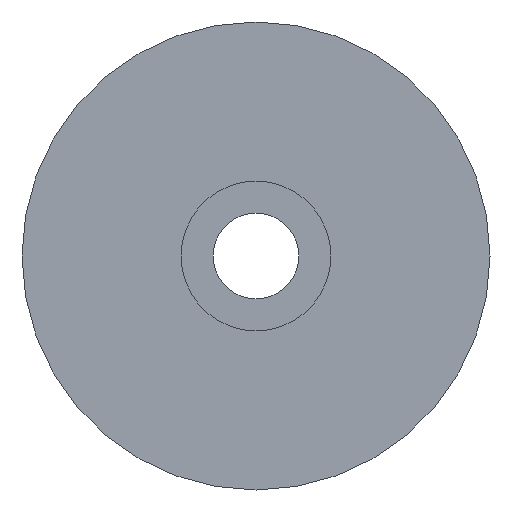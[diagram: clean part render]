
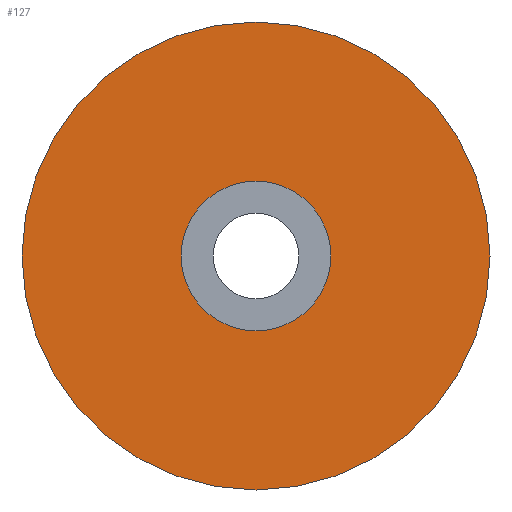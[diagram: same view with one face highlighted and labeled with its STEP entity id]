
A CAD part, front view. The second image highlights one B-rep face of the part: STEP entity #127.
In plain terms, the highlighted planar face has unit normal (0, -1, 0).
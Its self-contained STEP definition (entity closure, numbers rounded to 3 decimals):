
#2=CARTESIAN_POINT('',(0.,-12.,0.));
#3=DIRECTION('',(0.,-1.,0.));
#4=DIRECTION('',(-1.,0.,0.));
#5=AXIS2_PLACEMENT_3D('',#2,#3,#4);
#7=CARTESIAN_POINT('',(0.,-12.,0.));
#8=DIRECTION('',(0.,-1.,0.));
#9=DIRECTION('',(1.,0.,0.));
#10=AXIS2_PLACEMENT_3D('',#7,#8,#9);
#16=CARTESIAN_POINT('',(0.,-12.,0.));
#17=DIRECTION('',(0.,-1.,0.));
#18=DIRECTION('',(1.,0.,0.));
#19=AXIS2_PLACEMENT_3D('',#16,#17,#18);
#25=CARTESIAN_POINT('',(0.,-12.,0.));
#26=DIRECTION('',(0.,1.,0.));
#27=DIRECTION('',(1.,0.,0.));
#28=AXIS2_PLACEMENT_3D('',#25,#26,#27);
#86=CARTESIAN_POINT('',(17.5,-12.,0.));
#88=VERTEX_POINT('',#86);
#90=CARTESIAN_POINT('',(-17.5,-12.,0.));
#92=VERTEX_POINT('',#90);
#102=CARTESIAN_POINT('',(-5.6,-12.,0.));
#103=CARTESIAN_POINT('',(5.6,-12.,0.));
#104=VERTEX_POINT('',#102);
#105=VERTEX_POINT('',#103);
#110=CARTESIAN_POINT('',(0.,-12.,0.));
#111=DIRECTION('',(0.,1.,0.));
#112=DIRECTION('',(1.,0.,0.));
#113=AXIS2_PLACEMENT_3D('',#110,#111,#112);
#114=PLANE('',#113);
#116=ORIENTED_EDGE('',*,*,#115,.F.);
#118=ORIENTED_EDGE('',*,*,#117,.T.);
#119=EDGE_LOOP('',(#116,#118));
#120=FACE_OUTER_BOUND('',#119,.F.);
#122=ORIENTED_EDGE('',*,*,#121,.T.);
#124=ORIENTED_EDGE('',*,*,#123,.T.);
#125=EDGE_LOOP('',(#122,#124));
#126=FACE_BOUND('',#125,.F.);
#127=ADVANCED_FACE('',(#120,#126),#114,.F.);
#6=CIRCLE('',#5,5.6);
#11=CIRCLE('',#10,5.6);
#20=CIRCLE('',#19,17.5);
#29=CIRCLE('',#28,17.5);
#115=EDGE_CURVE('',#88,#92,#20,.T.);
#117=EDGE_CURVE('',#88,#92,#29,.T.);
#121=EDGE_CURVE('',#104,#105,#6,.T.);
#123=EDGE_CURVE('',#105,#104,#11,.T.);
